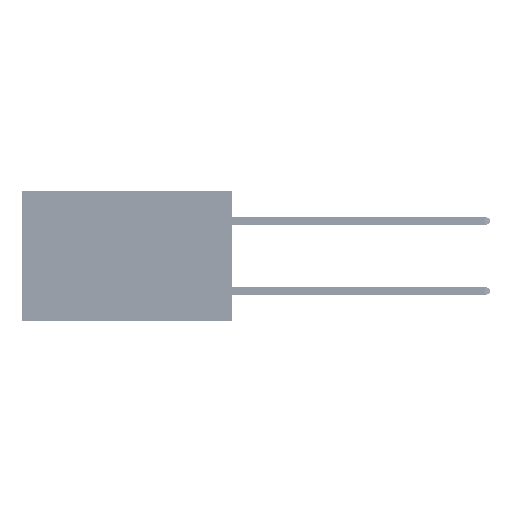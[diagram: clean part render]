
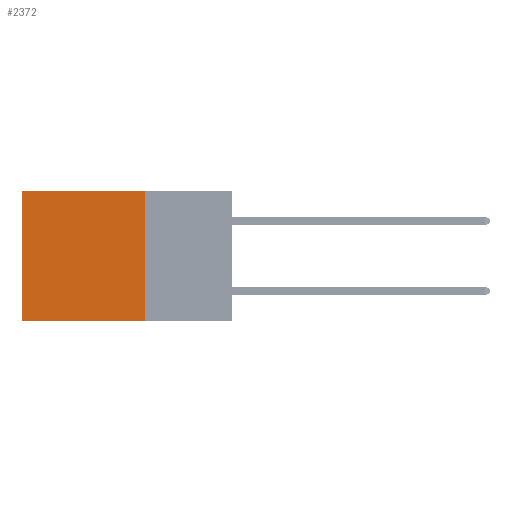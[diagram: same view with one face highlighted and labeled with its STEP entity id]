
A CAD part, left-side view. The second image highlights one B-rep face of the part: STEP entity #2372.
In plain terms, the highlighted planar face has unit normal (-1, 0, 0).
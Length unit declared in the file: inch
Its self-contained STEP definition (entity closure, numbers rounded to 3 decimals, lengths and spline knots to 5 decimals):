
#524 = FACE_OUTER_BOUND ( 'NONE', #43078, .T. ) ;
#2372 = ADVANCED_FACE ( 'NONE', ( #524 ), #14328, .F. ) ;
#2888 = AXIS2_PLACEMENT_3D ( 'NONE', #26063, #41808, #18318 ) ;
#3360 = DIRECTION ( 'NONE',  ( 0., 0., -1. ) ) ;
#4103 = CARTESIAN_POINT ( 'NONE',  ( 0.2875, 0.25, 0. ) ) ;
#6390 = ORIENTED_EDGE ( 'NONE', *, *, #12807, .T. ) ;
#7586 = EDGE_CURVE ( 'NONE', #17101, #16115, #8147, .T. ) ;
#8147 = LINE ( 'NONE', #50571, #29212 ) ;
#8966 = LINE ( 'NONE', #40936, #28788 ) ;
#9093 = VERTEX_POINT ( 'NONE', #4103 ) ;
#12807 = EDGE_CURVE ( 'NONE', #9093, #17101, #41985, .T. ) ;
#14328 = PLANE ( 'NONE',  #2888 ) ;
#15475 = EDGE_CURVE ( 'NONE', #39239, #16115, #18440, .T. ) ;
#16115 = VERTEX_POINT ( 'NONE', #27590 ) ;
#16121 = DIRECTION ( 'NONE',  ( 0., 1., 0. ) ) ;
#16203 = ORIENTED_EDGE ( 'NONE', *, *, #15475, .F. ) ;
#17101 = VERTEX_POINT ( 'NONE', #35585 ) ;
#17331 = DIRECTION ( 'NONE',  ( 0., 1., 0. ) ) ;
#18318 = DIRECTION ( 'NONE',  ( 0., 0., -1. ) ) ;
#18440 = LINE ( 'NONE', #43548, #28884 ) ;
#26063 = CARTESIAN_POINT ( 'NONE',  ( 0.2875, 0.25, 0. ) ) ;
#27590 = CARTESIAN_POINT ( 'NONE',  ( 0.2875, 0.6, -0.37 ) ) ;
#28788 = VECTOR ( 'NONE', #44866, 39.37008 ) ;
#28884 = VECTOR ( 'NONE', #16121, 39.37008 ) ;
#29212 = VECTOR ( 'NONE', #3360, 39.37008 ) ;
#30364 = VECTOR ( 'NONE', #17331, 39.37008 ) ;
#30720 = ORIENTED_EDGE ( 'NONE', *, *, #7586, .T. ) ;
#33225 = ORIENTED_EDGE ( 'NONE', *, *, #43346, .F. ) ;
#35080 = CARTESIAN_POINT ( 'NONE',  ( 0.2875, 0.25, -0.37 ) ) ;
#35585 = CARTESIAN_POINT ( 'NONE',  ( 0.2875, 0.6, 0. ) ) ;
#39239 = VERTEX_POINT ( 'NONE', #35080 ) ;
#40936 = CARTESIAN_POINT ( 'NONE',  ( 0.2875, 0.25, 0. ) ) ;
#41808 = DIRECTION ( 'NONE',  ( 1., 0., 0. ) ) ;
#41985 = LINE ( 'NONE', #44749, #30364 ) ;
#43078 = EDGE_LOOP ( 'NONE', ( #30720, #16203, #33225, #6390 ) ) ;
#43346 = EDGE_CURVE ( 'NONE', #9093, #39239, #8966, .T. ) ;
#43548 = CARTESIAN_POINT ( 'NONE',  ( 0.2875, 0.25, -0.37 ) ) ;
#44749 = CARTESIAN_POINT ( 'NONE',  ( 0.2875, 0.25, 0. ) ) ;
#44866 = DIRECTION ( 'NONE',  ( 0., 0., -1. ) ) ;
#50571 = CARTESIAN_POINT ( 'NONE',  ( 0.2875, 0.6, 0. ) ) ;
